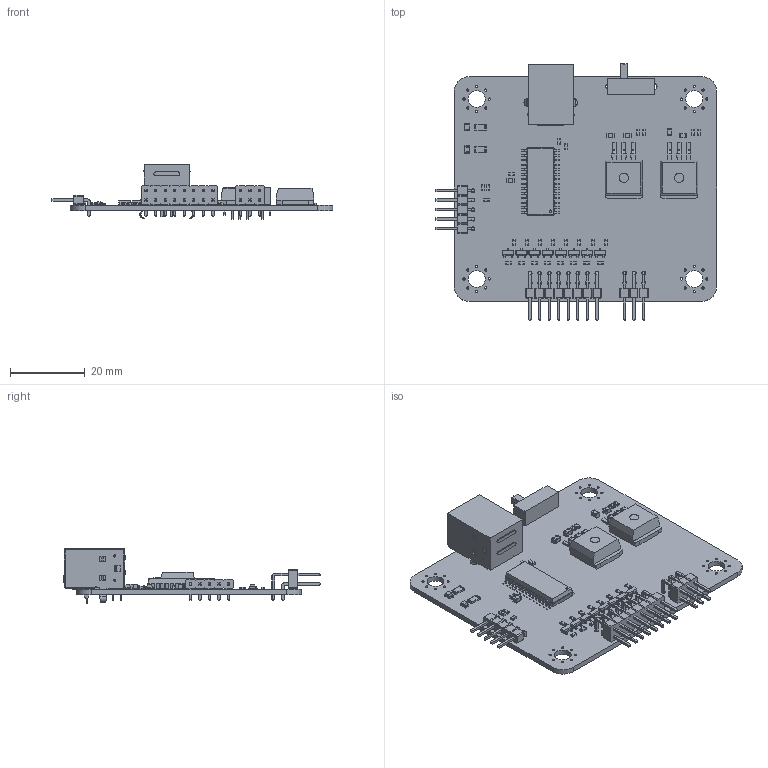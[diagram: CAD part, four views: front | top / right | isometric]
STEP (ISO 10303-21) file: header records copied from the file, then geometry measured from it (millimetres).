
FILE_DESCRIPTION(('KiCad electronic assembly'),'2;1');
FILE_NAME('Logic_Signal_Generator_PCB.step','2025-10-10T18:21:40',( 'Pcbnew'),('Kicad'),'Open CASCADE STEP processor 7.8', 'KiCad to STEP converter','Unknown');
FILE_SCHEMA(('AUTOMOTIVE_DESIGN { 1 0 10303 214 1 1 1 1 }'));
Length unit declared in the file: millimetre
Products named in the file (19): Logic_Signal_Generator_PCB 1; SOT-23; R_0603_1608Metric; C_0603_1608Metric; OS103011MA7QP1; USB-B-S-S-B-TH-TR; _USB-B-S-TH_S; _USB-B-S-B-TH_B; _USB-B-S-TH_P; C_0805_2012Metric; PinHeader_2x03_P2.54mm_Horizontal; LED_0805_2012Metric; R_1206_3216Metric; TO-263-3_TabPin2; Logic_Signal_Generator_PCB 1.27.1; SOIC-28W_7.5x17.9mm_P1.27mm; PinHeader_2x08_P2.54mm_Horizontal; PinHeader_1x05_P2.54mm_Horizontal; Logic_Signal_Generator_PCB
Assembly tree (56 placements, depth 3):
  Logic_Signal_Generator_PCB 1
    SOT-23  x8
    R_0603_1608Metric  x22
    C_0603_1608Metric  x4
    OS103011MA7QP1
    USB-B-S-S-B-TH-TR
      _USB-B-S-TH_S
      _USB-B-S-B-TH_B
      _USB-B-S-TH_P
    C_0805_2012Metric  x5
    PinHeader_2x03_P2.54mm_Horizontal
    LED_0805_2012Metric  x2
    R_1206_3216Metric  x2
    TO-263-3_TabPin2  x2
      Logic_Signal_Generator_PCB 1.27.1
    SOIC-28W_7.5x17.9mm_P1.27mm
    PinHeader_2x08_P2.54mm_Horizontal
    PinHeader_1x05_P2.54mm_Horizontal
    Logic_Signal_Generator_PCB
Bounding box: 75.04 x 68.56 x 14.5 mm (x, y, z)
Volume: 9649 mm3; surface area: 16161.8 mm2
Topology: 62 solids, 62 shells, 3376 faces, 8652 edges, 5498 vertices
Faces by surface type: plane 2386, cylinder 718, bspline 268, sphere 4
Full cylindrical faces by diameter (mm): 0.6 x33, 0.8 x4, 0.95 x4, 1 x27, 1.5 x2, 2.3 x2, 2.5 x2, 4.5 x4
Entity records: 68848 total; most frequent: CARTESIAN_POINT 10562, ORIENTED_EDGE 10034, DIRECTION 9493, EDGE_CURVE 5017, LINE 4215, VECTOR 4215, VERTEX_POINT 3208, AXIS2_PLACEMENT_3D 2639
